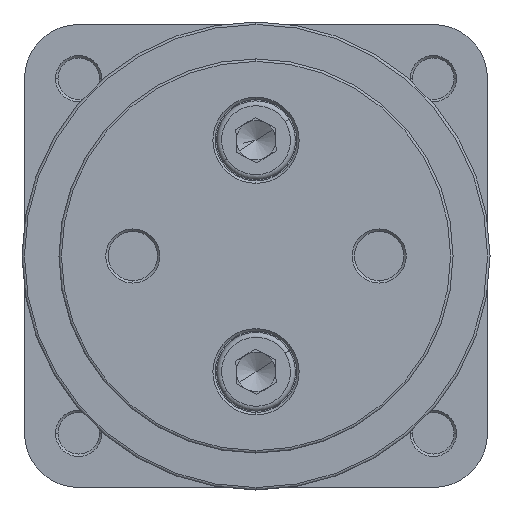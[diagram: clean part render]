
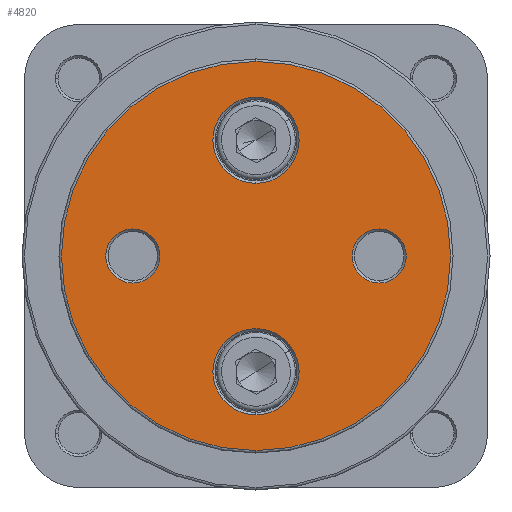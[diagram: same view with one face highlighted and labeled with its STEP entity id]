
A CAD part, left-side view. The second image highlights one B-rep face of the part: STEP entity #4820.
In plain terms, the highlighted planar face has unit normal (-1, 0, 0).
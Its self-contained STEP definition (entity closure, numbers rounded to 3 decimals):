
#222 = FACE_BOUND ( 'NONE', #8435, .T. ) ;
#225 = FACE_OUTER_BOUND ( 'NONE', #6291, .T. ) ;
#226 = FACE_BOUND ( 'NONE', #8418, .T. ) ;
#228 = FACE_BOUND ( 'NONE', #6241, .T. ) ;
#230 = FACE_BOUND ( 'NONE', #8391, .T. ) ;
#863 = CIRCLE ( 'NONE', #5552, 39.5 ) ;
#875 = CIRCLE ( 'NONE', #5562, 8.75 ) ;
#881 = CIRCLE ( 'NONE', #5563, 8.75 ) ;
#923 = CIRCLE ( 'NONE', #5579, 5.5 ) ;
#929 = CIRCLE ( 'NONE', #5580, 5.5 ) ;
#1336 = PLANE ( 'NONE',  #5275 ) ;
#1339 = CARTESIAN_POINT ( 'NONE',  ( 0., 0., 0. ) ) ;
#1348 = DIRECTION ( 'NONE',  ( 1., 0., 0. ) ) ;
#1349 = DIRECTION ( 'NONE',  ( 0., 0., -1. ) ) ;
#2412 = CARTESIAN_POINT ( 'NONE',  ( 0., 0., 0. ) ) ;
#2413 = DIRECTION ( 'NONE',  ( -1., 0., 0. ) ) ;
#2414 = DIRECTION ( 'NONE',  ( 0., 0., -1. ) ) ;
#2442 = CARTESIAN_POINT ( 'NONE',  ( 0., 0., 23.5 ) ) ;
#2443 = DIRECTION ( 'NONE',  ( 1., 0., 0. ) ) ;
#2444 = DIRECTION ( 'NONE',  ( 0., 0., -1. ) ) ;
#2452 = CARTESIAN_POINT ( 'NONE',  ( 0., 0., -23.5 ) ) ;
#2453 = DIRECTION ( 'NONE',  ( 1., 0., 0. ) ) ;
#2454 = DIRECTION ( 'NONE',  ( 0., 0., -1. ) ) ;
#2522 = CARTESIAN_POINT ( 'NONE',  ( 0., 25., 0. ) ) ;
#2523 = DIRECTION ( 'NONE',  ( 1., 0., 0. ) ) ;
#2524 = DIRECTION ( 'NONE',  ( 0., 0., -1. ) ) ;
#2532 = CARTESIAN_POINT ( 'NONE',  ( 0., -25., 0. ) ) ;
#2533 = DIRECTION ( 'NONE',  ( 1., 0., 0. ) ) ;
#2534 = DIRECTION ( 'NONE',  ( 0., 0., -1. ) ) ;
#2627 = CARTESIAN_POINT ( 'NONE',  ( 0., -25., 0. ) ) ;
#2634 = DIRECTION ( 'NONE',  ( 1., 0., 0. ) ) ;
#2635 = DIRECTION ( 'NONE',  ( 0., 0., -1. ) ) ;
#2645 = CARTESIAN_POINT ( 'NONE',  ( 0., 25., 0. ) ) ;
#2648 = CARTESIAN_POINT ( 'NONE',  ( 0., 0., 23.5 ) ) ;
#2652 = DIRECTION ( 'NONE',  ( 1., 0., 0. ) ) ;
#2653 = DIRECTION ( 'NONE',  ( 0., 0., -1. ) ) ;
#2655 = DIRECTION ( 'NONE',  ( 1., 0., 0. ) ) ;
#2656 = DIRECTION ( 'NONE',  ( 0., 0., -1. ) ) ;
#2660 = CARTESIAN_POINT ( 'NONE',  ( 0., 0., 0. ) ) ;
#2663 = CARTESIAN_POINT ( 'NONE',  ( 0., 0., -23.5 ) ) ;
#2667 = DIRECTION ( 'NONE',  ( -1., 0., 0. ) ) ;
#2668 = DIRECTION ( 'NONE',  ( 0., 0., -1. ) ) ;
#2670 = DIRECTION ( 'NONE',  ( 1., 0., 0. ) ) ;
#2671 = DIRECTION ( 'NONE',  ( 0., 0., -1. ) ) ;
#3436 = CIRCLE ( 'NONE', #5597, 5.5 ) ;
#3442 = CIRCLE ( 'NONE', #5603, 5.5 ) ;
#3443 = CIRCLE ( 'NONE', #5604, 8.75 ) ;
#3447 = CIRCLE ( 'NONE', #5608, 39.5 ) ;
#3448 = CIRCLE ( 'NONE', #5609, 8.75 ) ;
#4340 = CARTESIAN_POINT ( 'NONE',  ( 0., 0., -39.5 ) ) ;
#4355 = CARTESIAN_POINT ( 'NONE',  ( 0., 25., -5.5 ) ) ;
#4359 = CARTESIAN_POINT ( 'NONE',  ( 0., 0., 32.25 ) ) ;
#4361 = CARTESIAN_POINT ( 'NONE',  ( 0., 25., 5.5 ) ) ;
#4370 = CARTESIAN_POINT ( 'NONE',  ( 0., 0., -14.75 ) ) ;
#4379 = CARTESIAN_POINT ( 'NONE',  ( 0., -25., 5.5 ) ) ;
#4389 = CARTESIAN_POINT ( 'NONE',  ( 0., 0., 39.5 ) ) ;
#4396 = CARTESIAN_POINT ( 'NONE',  ( 0., 0., 14.75 ) ) ;
#4402 = CARTESIAN_POINT ( 'NONE',  ( 0., 0., -32.25 ) ) ;
#4407 = CARTESIAN_POINT ( 'NONE',  ( 0., -25., -5.5 ) ) ;
#4820 = ADVANCED_FACE ( 'NONE', ( #225, #222, #228, #230, #226 ), #1336, .F. ) ;
#5275 = AXIS2_PLACEMENT_3D ( 'NONE', #1339, #1348, #1349 ) ;
#5552 = AXIS2_PLACEMENT_3D ( 'NONE', #2412, #2413, #2414 ) ;
#5562 = AXIS2_PLACEMENT_3D ( 'NONE', #2442, #2443, #2444 ) ;
#5563 = AXIS2_PLACEMENT_3D ( 'NONE', #2452, #2453, #2454 ) ;
#5579 = AXIS2_PLACEMENT_3D ( 'NONE', #2522, #2523, #2524 ) ;
#5580 = AXIS2_PLACEMENT_3D ( 'NONE', #2532, #2533, #2534 ) ;
#5597 = AXIS2_PLACEMENT_3D ( 'NONE', #2627, #2634, #2635 ) ;
#5603 = AXIS2_PLACEMENT_3D ( 'NONE', #2645, #2652, #2653 ) ;
#5604 = AXIS2_PLACEMENT_3D ( 'NONE', #2648, #2655, #2656 ) ;
#5608 = AXIS2_PLACEMENT_3D ( 'NONE', #2660, #2667, #2668 ) ;
#5609 = AXIS2_PLACEMENT_3D ( 'NONE', #2663, #2670, #2671 ) ;
#5793 = EDGE_CURVE ( 'NONE', #7006, #6957, #863, .T. ) ;
#5803 = EDGE_CURVE ( 'NONE', #6976, #7013, #875, .T. ) ;
#5807 = EDGE_CURVE ( 'NONE', #6987, #7019, #881, .T. ) ;
#5835 = EDGE_CURVE ( 'NONE', #6978, #6972, #923, .T. ) ;
#5839 = EDGE_CURVE ( 'NONE', #6996, #7024, #929, .T. ) ;
#5881 = EDGE_CURVE ( 'NONE', #7024, #6996, #3436, .T. ) ;
#5887 = EDGE_CURVE ( 'NONE', #6972, #6978, #3442, .T. ) ;
#5888 = EDGE_CURVE ( 'NONE', #7013, #6976, #3443, .T. ) ;
#5892 = EDGE_CURVE ( 'NONE', #6957, #7006, #3447, .T. ) ;
#5893 = EDGE_CURVE ( 'NONE', #7019, #6987, #3448, .T. ) ;
#6241 = EDGE_LOOP ( 'NONE', ( #8180, #8179 ) ) ;
#6291 = EDGE_LOOP ( 'NONE', ( #8184, #8183 ) ) ;
#6957 = VERTEX_POINT ( 'NONE', #4340 ) ;
#6972 = VERTEX_POINT ( 'NONE', #4355 ) ;
#6976 = VERTEX_POINT ( 'NONE', #4359 ) ;
#6978 = VERTEX_POINT ( 'NONE', #4361 ) ;
#6987 = VERTEX_POINT ( 'NONE', #4370 ) ;
#6996 = VERTEX_POINT ( 'NONE', #4379 ) ;
#7006 = VERTEX_POINT ( 'NONE', #4389 ) ;
#7013 = VERTEX_POINT ( 'NONE', #4396 ) ;
#7019 = VERTEX_POINT ( 'NONE', #4402 ) ;
#7024 = VERTEX_POINT ( 'NONE', #4407 ) ;
#8175 = ORIENTED_EDGE ( 'NONE', *, *, #5887, .T. ) ;
#8176 = ORIENTED_EDGE ( 'NONE', *, *, #5835, .T. ) ;
#8177 = ORIENTED_EDGE ( 'NONE', *, *, #5881, .T. ) ;
#8178 = ORIENTED_EDGE ( 'NONE', *, *, #5839, .T. ) ;
#8179 = ORIENTED_EDGE ( 'NONE', *, *, #5888, .T. ) ;
#8180 = ORIENTED_EDGE ( 'NONE', *, *, #5803, .T. ) ;
#8181 = ORIENTED_EDGE ( 'NONE', *, *, #5893, .T. ) ;
#8182 = ORIENTED_EDGE ( 'NONE', *, *, #5807, .T. ) ;
#8183 = ORIENTED_EDGE ( 'NONE', *, *, #5793, .T. ) ;
#8184 = ORIENTED_EDGE ( 'NONE', *, *, #5892, .T. ) ;
#8391 = EDGE_LOOP ( 'NONE', ( #8178, #8177 ) ) ;
#8418 = EDGE_LOOP ( 'NONE', ( #8176, #8175 ) ) ;
#8435 = EDGE_LOOP ( 'NONE', ( #8182, #8181 ) ) ;
